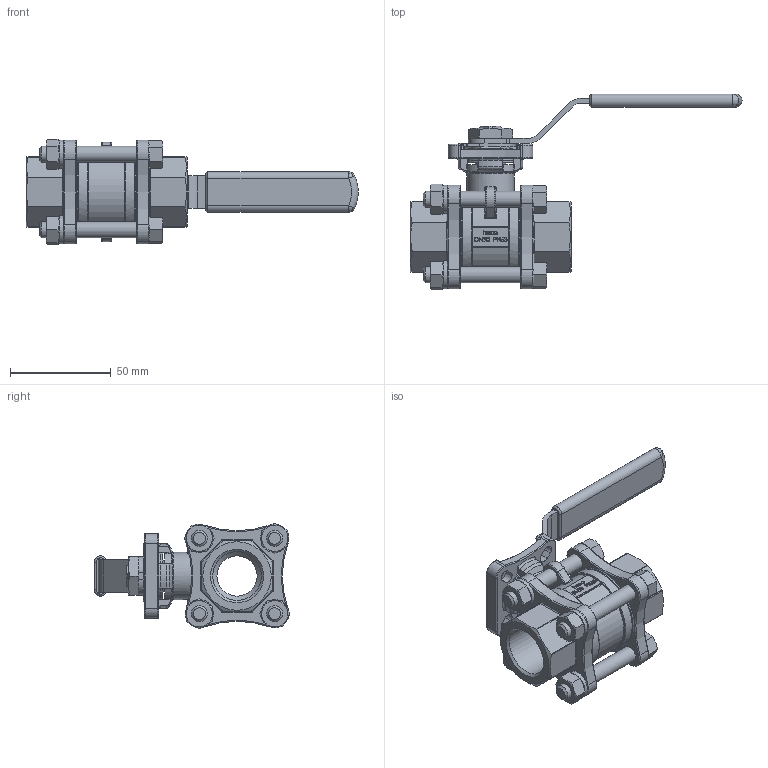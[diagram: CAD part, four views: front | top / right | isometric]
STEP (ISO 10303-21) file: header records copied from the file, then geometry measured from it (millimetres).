
FILE_DESCRIPTION (( 'STEP AP214' ), '1' );
FILE_NAME ('K3-034-PIG-4 Kugelhahn 2311.STEP', '2023-11-14T12:23:59', ( '' ), ( '' ), 'SwSTEP 2.0', 'SolidWorks 2019', '' );
FILE_SCHEMA (( 'AUTOMOTIVE_DESIGN' ));
Length unit declared in the file: millimetre
Products named in the file (1): K3-034-PIG-4 Kugelhahn 2311
Bounding box: 164.93 x 97.24 x 52.49 mm (x, y, z)
Volume: 124716.6 mm3; surface area: 44870.7 mm2
Topology: 1 solids, 1 shells, 1084 faces, 2748 edges, 1726 vertices
Faces by surface type: plane 453, bspline 222, cylinder 203, torus 112, cone 92, sphere 2
Full cylindrical faces by diameter (mm): 8 x8, 8.3 x10, 14 x4, 15 x1, 19 x1, 20 x1, 23.5 x1, 24.12 x2, 25 x2, 26 x1, 43 x4
Entity records: 48594 total; most frequent: CARTESIAN_POINT 20419, ORIENTED_EDGE 5334, DIRECTION 4390, EDGE_CURVE 2667, VERTEX_POINT 1705, AXIS2_PLACEMENT_3D 1558, VECTOR 1274, LINE 1274
